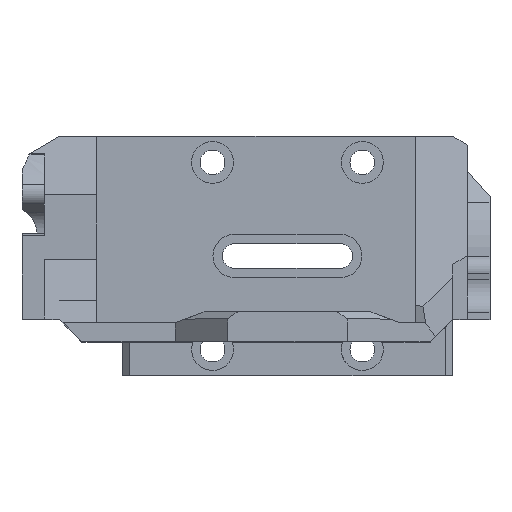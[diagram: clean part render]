
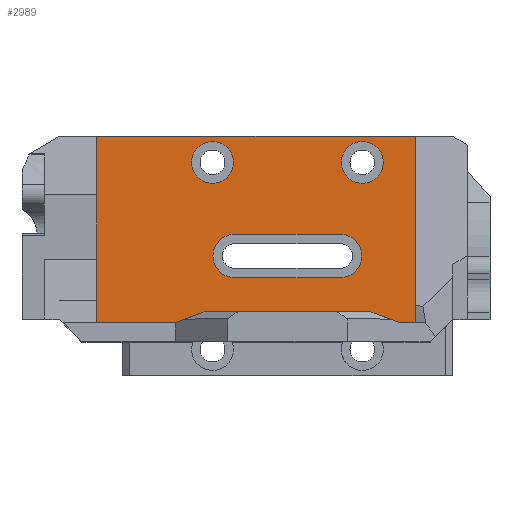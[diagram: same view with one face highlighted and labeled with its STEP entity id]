
A CAD part, top view. The second image highlights one B-rep face of the part: STEP entity #2989.
In plain terms, the highlighted planar face has unit normal (0, 0, 1).
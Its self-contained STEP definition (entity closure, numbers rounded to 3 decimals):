
#89=CIRCLE('',#3191,2.8);
#90=CIRCLE('',#3192,2.8);
#91=CIRCLE('',#3193,2.9);
#92=CIRCLE('',#3194,2.9);
#143=FACE_BOUND('',#430,.T.);
#144=FACE_BOUND('',#431,.T.);
#145=FACE_BOUND('',#432,.T.);
#240=FACE_OUTER_BOUND('',#429,.T.);
#429=EDGE_LOOP('',(#2387,#2388,#2389,#2390));
#430=EDGE_LOOP('',(#2391));
#431=EDGE_LOOP('',(#2392));
#432=EDGE_LOOP('',(#2393,#2394,#2395,#2396));
#561=LINE('',#4132,#912);
#664=LINE('',#4379,#1015);
#676=LINE('',#4406,#1027);
#748=LINE('',#4578,#1099);
#780=LINE('',#4710,#1131);
#781=LINE('',#4714,#1132);
#912=VECTOR('',#3323,10.);
#1015=VECTOR('',#3548,1000.);
#1027=VECTOR('',#3568,1000.);
#1099=VECTOR('',#3696,1000.);
#1131=VECTOR('',#3758,1000.);
#1132=VECTOR('',#3761,1000.);
#1262=VERTEX_POINT('',#4129);
#1263=VERTEX_POINT('',#4131);
#1327=VERTEX_POINT('',#4317);
#1357=VERTEX_POINT('',#4404);
#1459=VERTEX_POINT('',#4704);
#1460=VERTEX_POINT('',#4706);
#1461=VERTEX_POINT('',#4708);
#1462=VERTEX_POINT('',#4709);
#1463=VERTEX_POINT('',#4711);
#1464=VERTEX_POINT('',#4713);
#1550=EDGE_CURVE('',#1263,#1262,#561,.T.);
#1673=EDGE_CURVE('',#1327,#1263,#664,.T.);
#1687=EDGE_CURVE('',#1357,#1262,#676,.T.);
#1773=EDGE_CURVE('',#1357,#1327,#748,.T.);
#1811=EDGE_CURVE('',#1459,#1459,#89,.T.);
#1812=EDGE_CURVE('',#1460,#1460,#90,.T.);
#1813=EDGE_CURVE('',#1461,#1462,#780,.T.);
#1814=EDGE_CURVE('',#1463,#1461,#91,.T.);
#1815=EDGE_CURVE('',#1463,#1464,#781,.T.);
#1816=EDGE_CURVE('',#1464,#1462,#92,.T.);
#2387=ORIENTED_EDGE('',*,*,#1687,.F.);
#2388=ORIENTED_EDGE('',*,*,#1773,.T.);
#2389=ORIENTED_EDGE('',*,*,#1673,.T.);
#2390=ORIENTED_EDGE('',*,*,#1550,.T.);
#2391=ORIENTED_EDGE('',*,*,#1811,.T.);
#2392=ORIENTED_EDGE('',*,*,#1812,.F.);
#2393=ORIENTED_EDGE('',*,*,#1813,.F.);
#2394=ORIENTED_EDGE('',*,*,#1814,.F.);
#2395=ORIENTED_EDGE('',*,*,#1815,.T.);
#2396=ORIENTED_EDGE('',*,*,#1816,.T.);
#2849=PLANE('',#3190);
#2989=ADVANCED_FACE('',(#240,#143,#144,#145),#2849,.F.);
#3190=AXIS2_PLACEMENT_3D('',#4703,#3752,#3753);
#3191=AXIS2_PLACEMENT_3D('',#4705,#3754,#3755);
#3192=AXIS2_PLACEMENT_3D('',#4707,#3756,#3757);
#3193=AXIS2_PLACEMENT_3D('',#4712,#3759,#3760);
#3194=AXIS2_PLACEMENT_3D('',#4715,#3762,#3763);
#3323=DIRECTION('',(0.,-1.,0.));
#3548=DIRECTION('',(-1.,0.,0.));
#3568=DIRECTION('',(-1.,0.,0.));
#3696=DIRECTION('',(0.,1.,0.));
#3752=DIRECTION('center_axis',(0.,0.,-1.));
#3753=DIRECTION('ref_axis',(-1.,0.,0.));
#3754=DIRECTION('center_axis',(0.,0.,-1.));
#3755=DIRECTION('ref_axis',(-1.,0.,0.));
#3756=DIRECTION('center_axis',(0.,0.,1.));
#3757=DIRECTION('ref_axis',(1.,0.,0.));
#3758=DIRECTION('',(-1.,0.,0.));
#3759=DIRECTION('center_axis',(0.,0.,1.));
#3760=DIRECTION('ref_axis',(-1.,0.,0.));
#3761=DIRECTION('',(-1.,0.,0.));
#3762=DIRECTION('center_axis',(0.,0.,-1.));
#3763=DIRECTION('ref_axis',(1.,0.,0.));
#4129=CARTESIAN_POINT('',(-25.45,-9.,5.));
#4131=CARTESIAN_POINT('',(-25.45,16.,5.));
#4132=CARTESIAN_POINT('',(-25.45,16.,5.));
#4317=CARTESIAN_POINT('',(17.05,16.,5.));
#4379=CARTESIAN_POINT('',(0.,16.,5.));
#4404=CARTESIAN_POINT('',(17.05,-9.,5.));
#4406=CARTESIAN_POINT('',(0.,-9.,5.));
#4578=CARTESIAN_POINT('',(17.05,-16.,5.));
#4703=CARTESIAN_POINT('Origin',(0.,-16.,5.));
#4704=CARTESIAN_POINT('',(7.2,12.5,5.));
#4705=CARTESIAN_POINT('Origin',(10.,12.5,5.));
#4706=CARTESIAN_POINT('',(-7.2,12.5,5.));
#4707=CARTESIAN_POINT('Origin',(-10.,12.5,5.));
#4708=CARTESIAN_POINT('',(7.05,2.9,5.));
#4709=CARTESIAN_POINT('',(-7.05,2.9,5.));
#4710=CARTESIAN_POINT('',(-2.05,2.9,5.));
#4711=CARTESIAN_POINT('',(7.05,-2.9,5.));
#4712=CARTESIAN_POINT('Origin',(7.05,0.,5.));
#4713=CARTESIAN_POINT('',(-7.05,-2.9,5.));
#4714=CARTESIAN_POINT('',(-2.05,-2.9,5.));
#4715=CARTESIAN_POINT('Origin',(-7.05,0.,5.));
